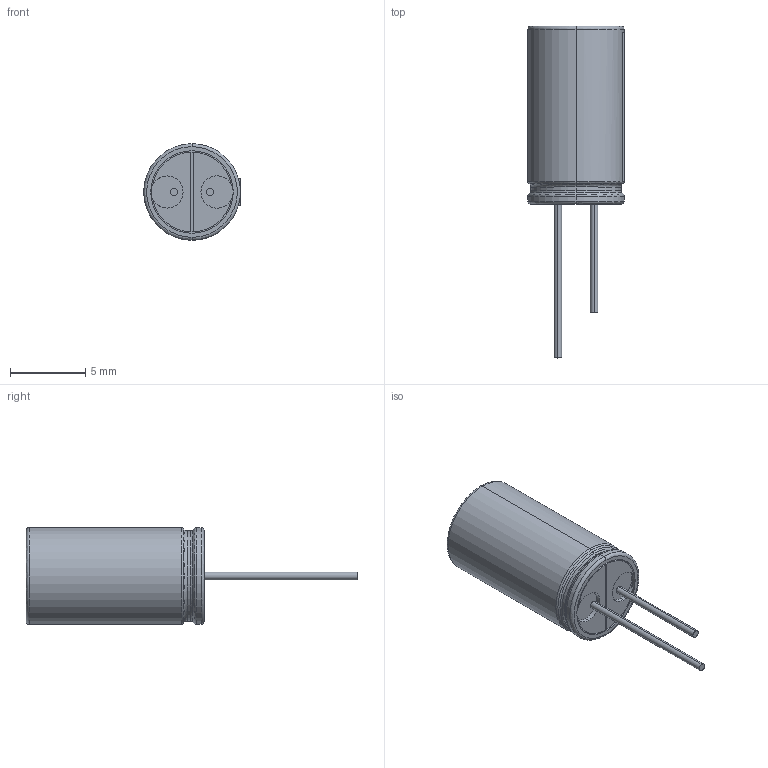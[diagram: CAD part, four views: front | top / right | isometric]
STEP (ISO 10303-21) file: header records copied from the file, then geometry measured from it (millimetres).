
FILE_DESCRIPTION (( 'STEP AP214' ), '1' );
FILE_NAME ('Áã¼þ1.STEP', '2011-05-24T12:08:07', ( 'admin' ), ( '' ), 'SwSTEP 2.0', 'SolidWorks 2010', '' );
FILE_SCHEMA (( 'AUTOMOTIVE_DESIGN' ));
Length unit declared in the file: millimetre
Products named in the file (1): 錨璃1
Bounding box: 6.4 x 22 x 6.4 mm (x, y, z)
Volume: 377.8 mm3; surface area: 345 mm2
Topology: 5 solids, 5 shells, 100 faces, 223 edges, 138 vertices
Faces by surface type: plane 59, cylinder 25, bspline 12, cone 4
Entity records: 3688 total; most frequent: CARTESIAN_POINT 678, DIRECTION 470, ORIENTED_EDGE 446, EDGE_CURVE 223, AXIS2_PLACEMENT_3D 170, VERTEX_POINT 138, LINE 130, VECTOR 130
